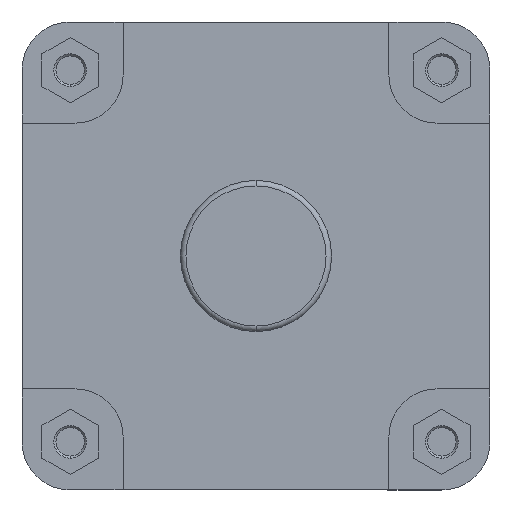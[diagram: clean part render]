
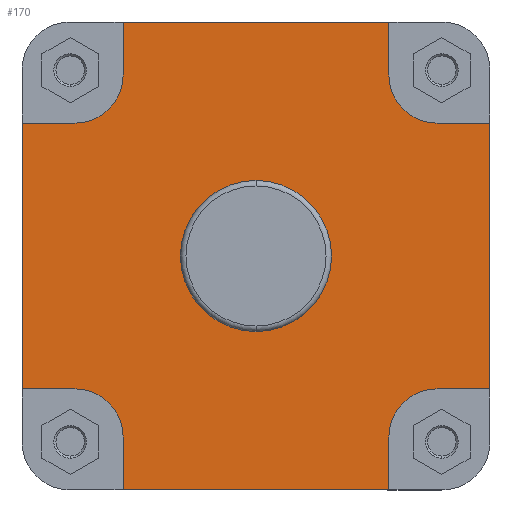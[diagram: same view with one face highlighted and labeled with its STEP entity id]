
A CAD part, left-side view. The second image highlights one B-rep face of the part: STEP entity #170.
In plain terms, the highlighted planar face has unit normal (-1, 0, 0).
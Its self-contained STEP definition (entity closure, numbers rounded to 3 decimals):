
#72 = ORIENTED_EDGE ( 'NONE', *, *, #5953, .F. ) ;
#73 = ORIENTED_EDGE ( 'NONE', *, *, #5952, .F. ) ;
#74 = ORIENTED_EDGE ( 'NONE', *, *, #5954, .F. ) ;
#75 = ORIENTED_EDGE ( 'NONE', *, *, #5951, .F. ) ;
#88 = EDGE_CURVE ( 'NONE', #4005, #4365, #5478, .T. ) ;
#170 = ADVANCED_FACE ( 'NONE', ( #5660, #5653 ), #490, .F. ) ;
#479 = CARTESIAN_POINT ( 'NONE',  ( 82., 54.9, 0. ) ) ;
#490 = PLANE ( 'NONE',  #6164 ) ;
#491 = DIRECTION ( 'NONE',  ( 1., 0., 0. ) ) ;
#492 = DIRECTION ( 'NONE',  ( 0., 0., -1. ) ) ;
#1143 = CARTESIAN_POINT ( 'NONE',  ( 82., 0., 54.9 ) ) ;
#1146 = CARTESIAN_POINT ( 'NONE',  ( 82., -96.5, -170. ) ) ;
#1155 = CARTESIAN_POINT ( 'NONE',  ( 82., 96.5, -131.5 ) ) ;
#1172 = CARTESIAN_POINT ( 'NONE',  ( 82., -96.5, -131.5 ) ) ;
#1194 = CARTESIAN_POINT ( 'NONE',  ( 82., -96.5, 170. ) ) ;
#1210 = CARTESIAN_POINT ( 'NONE',  ( 82., 96.5, 170. ) ) ;
#1224 = CARTESIAN_POINT ( 'NONE',  ( 82., -131.5, -96.5 ) ) ;
#1299 = CARTESIAN_POINT ( 'NONE',  ( 82., 96.5, -170. ) ) ;
#1317 = CARTESIAN_POINT ( 'NONE',  ( 82., 131.5, 96.5 ) ) ;
#1330 = CARTESIAN_POINT ( 'NONE',  ( 82., 170., -96.5 ) ) ;
#1335 = CARTESIAN_POINT ( 'NONE',  ( 82., 170., 96.5 ) ) ;
#1337 = CARTESIAN_POINT ( 'NONE',  ( 82., 96.5, 131.5 ) ) ;
#1380 = CARTESIAN_POINT ( 'NONE',  ( 82., 0., -54.9 ) ) ;
#1413 = CARTESIAN_POINT ( 'NONE',  ( 82., -96.5, 131.5 ) ) ;
#1414 = CARTESIAN_POINT ( 'NONE',  ( 82., 131.5, -96.5 ) ) ;
#1441 = CARTESIAN_POINT ( 'NONE',  ( 82., -170., -96.5 ) ) ;
#1450 = CARTESIAN_POINT ( 'NONE',  ( 82., -131.5, 96.5 ) ) ;
#1454 = CARTESIAN_POINT ( 'NONE',  ( 82., -170., 96.5 ) ) ;
#1607 = CARTESIAN_POINT ( 'NONE',  ( 82., 0., 0. ) ) ;
#1613 = DIRECTION ( 'NONE',  ( -1., 0., 0. ) ) ;
#1614 = DIRECTION ( 'NONE',  ( 0., 0., 1. ) ) ;
#1650 = CARTESIAN_POINT ( 'NONE',  ( 82., -131.5, -131.5 ) ) ;
#1654 = CARTESIAN_POINT ( 'NONE',  ( 82., -170., -96.5 ) ) ;
#1657 = DIRECTION ( 'NONE',  ( -1., 0., 0. ) ) ;
#1658 = DIRECTION ( 'NONE',  ( 0., 0., -1. ) ) ;
#1659 = CARTESIAN_POINT ( 'NONE',  ( 82., -374.141, -170. ) ) ;
#1660 = DIRECTION ( 'NONE',  ( 0., 1., 0. ) ) ;
#1661 = CARTESIAN_POINT ( 'NONE',  ( 82., -96.5, -131.5 ) ) ;
#1662 = DIRECTION ( 'NONE',  ( 0., -1., 0. ) ) ;
#1663 = CARTESIAN_POINT ( 'NONE',  ( 82., -170., 0. ) ) ;
#1664 = DIRECTION ( 'NONE',  ( 0., 0., -1. ) ) ;
#1666 = DIRECTION ( 'NONE',  ( 0., 0., 1. ) ) ;
#1667 = CARTESIAN_POINT ( 'NONE',  ( 82., -96.5, 170. ) ) ;
#1668 = CARTESIAN_POINT ( 'NONE',  ( 82., -131.5, 96.5 ) ) ;
#1669 = DIRECTION ( 'NONE',  ( 0., -1., 0. ) ) ;
#1670 = CARTESIAN_POINT ( 'NONE',  ( 82., -131.5, 131.5 ) ) ;
#1671 = DIRECTION ( 'NONE',  ( -1., 0., 0. ) ) ;
#1672 = DIRECTION ( 'NONE',  ( 0., 0., -1. ) ) ;
#1904 = CIRCLE ( 'NONE', #6358, 54.9 ) ;
#1915 = LINE ( 'NONE', #1661, #1929 ) ;
#1922 = LINE ( 'NONE', #1659, #1928 ) ;
#1923 = VECTOR ( 'NONE', #1660, 1000. ) ;
#1924 = LINE ( 'NONE', #1663, #1931 ) ;
#1926 = LINE ( 'NONE', #1654, #1923 ) ;
#1927 = CIRCLE ( 'NONE', #6375, 35. ) ;
#1928 = VECTOR ( 'NONE', #1662, 1000. ) ;
#1929 = VECTOR ( 'NONE', #1664, 1000. ) ;
#1931 = VECTOR ( 'NONE', #1666, 1000. ) ;
#1932 = VECTOR ( 'NONE', #2708, 1000. ) ;
#1933 = LINE ( 'NONE', #1668, #1934 ) ;
#1934 = VECTOR ( 'NONE', #1669, 1000. ) ;
#1935 = LINE ( 'NONE', #3945, #1938 ) ;
#1936 = LINE ( 'NONE', #1667, #1932 ) ;
#1937 = CIRCLE ( 'NONE', #6377, 35. ) ;
#1938 = VECTOR ( 'NONE', #2709, 1000. ) ;
#1939 = VECTOR ( 'NONE', #2717, 1000. ) ;
#1940 = LINE ( 'NONE', #2711, #1941 ) ;
#1941 = VECTOR ( 'NONE', #2712, 1000. ) ;
#1942 = LINE ( 'NONE', #2716, #1945 ) ;
#1943 = LINE ( 'NONE', #2710, #1939 ) ;
#1944 = CIRCLE ( 'NONE', #6379, 35. ) ;
#1945 = VECTOR ( 'NONE', #2718, 1000. ) ;
#1946 = VECTOR ( 'NONE', #2727, 1000. ) ;
#1947 = LINE ( 'NONE', #2720, #1948 ) ;
#1948 = VECTOR ( 'NONE', #2721, 1000. ) ;
#1951 = LINE ( 'NONE', #2719, #1946 ) ;
#1952 = CIRCLE ( 'NONE', #6380, 35. ) ;
#2708 = DIRECTION ( 'NONE',  ( 0., 0., -1. ) ) ;
#2709 = DIRECTION ( 'NONE',  ( 0., -1., 0. ) ) ;
#2710 = CARTESIAN_POINT ( 'NONE',  ( 82., 170., 96.5 ) ) ;
#2711 = CARTESIAN_POINT ( 'NONE',  ( 82., 96.5, 131.5 ) ) ;
#2712 = DIRECTION ( 'NONE',  ( 0., 0., 1. ) ) ;
#2713 = CARTESIAN_POINT ( 'NONE',  ( 82., 131.5, 131.5 ) ) ;
#2714 = DIRECTION ( 'NONE',  ( -1., 0., 0. ) ) ;
#2715 = DIRECTION ( 'NONE',  ( 0., 0., -1. ) ) ;
#2716 = CARTESIAN_POINT ( 'NONE',  ( 82., 170., 0. ) ) ;
#2717 = DIRECTION ( 'NONE',  ( 0., -1., 0. ) ) ;
#2718 = DIRECTION ( 'NONE',  ( 0., 0., 1. ) ) ;
#2719 = CARTESIAN_POINT ( 'NONE',  ( 82., 96.5, -170. ) ) ;
#2720 = CARTESIAN_POINT ( 'NONE',  ( 82., 131.5, -96.5 ) ) ;
#2721 = DIRECTION ( 'NONE',  ( 0., 1., 0. ) ) ;
#2722 = CARTESIAN_POINT ( 'NONE',  ( 82., 131.5, -131.5 ) ) ;
#2723 = DIRECTION ( 'NONE',  ( -1., 0., 0. ) ) ;
#2724 = DIRECTION ( 'NONE',  ( 0., 0., -1. ) ) ;
#2727 = DIRECTION ( 'NONE',  ( 0., 0., 1. ) ) ;
#3931 = ORIENTED_EDGE ( 'NONE', *, *, #5958, .F. ) ;
#3932 = ORIENTED_EDGE ( 'NONE', *, *, #5956, .F. ) ;
#3933 = ORIENTED_EDGE ( 'NONE', *, *, #5957, .F. ) ;
#3934 = ORIENTED_EDGE ( 'NONE', *, *, #5955, .F. ) ;
#3945 = CARTESIAN_POINT ( 'NONE',  ( 82., -374.141, 170. ) ) ;
#4005 = VERTEX_POINT ( 'NONE', #1143 ) ;
#4009 = VERTEX_POINT ( 'NONE', #1146 ) ;
#4020 = VERTEX_POINT ( 'NONE', #1155 ) ;
#4040 = VERTEX_POINT ( 'NONE', #1172 ) ;
#4067 = VERTEX_POINT ( 'NONE', #1194 ) ;
#4085 = VERTEX_POINT ( 'NONE', #1210 ) ;
#4103 = VERTEX_POINT ( 'NONE', #1224 ) ;
#4158 = DIRECTION ( 'NONE',  ( 0., 0., 1. ) ) ;
#4203 = VERTEX_POINT ( 'NONE', #1299 ) ;
#4238 = VERTEX_POINT ( 'NONE', #1317 ) ;
#4258 = VERTEX_POINT ( 'NONE', #1330 ) ;
#4265 = VERTEX_POINT ( 'NONE', #1335 ) ;
#4271 = VERTEX_POINT ( 'NONE', #1337 ) ;
#4335 = DIRECTION ( 'NONE',  ( -1., 0., 0. ) ) ;
#4365 = VERTEX_POINT ( 'NONE', #1380 ) ;
#4369 = CARTESIAN_POINT ( 'NONE',  ( 82., 0., 0. ) ) ;
#4400 = VERTEX_POINT ( 'NONE', #1413 ) ;
#4401 = VERTEX_POINT ( 'NONE', #1414 ) ;
#4452 = VERTEX_POINT ( 'NONE', #1441 ) ;
#4466 = VERTEX_POINT ( 'NONE', #1450 ) ;
#4470 = VERTEX_POINT ( 'NONE', #1454 ) ;
#4495 = ORIENTED_EDGE ( 'NONE', *, *, #5944, .F. ) ;
#4496 = ORIENTED_EDGE ( 'NONE', *, *, #5947, .F. ) ;
#4497 = ORIENTED_EDGE ( 'NONE', *, *, #5948, .T. ) ;
#4498 = ORIENTED_EDGE ( 'NONE', *, *, #5945, .F. ) ;
#4499 = ORIENTED_EDGE ( 'NONE', *, *, #5950, .F. ) ;
#4500 = ORIENTED_EDGE ( 'NONE', *, *, #5949, .F. ) ;
#4558 = ORIENTED_EDGE ( 'NONE', *, *, #88, .F. ) ;
#4559 = ORIENTED_EDGE ( 'NONE', *, *, #5946, .T. ) ;
#4566 = ORIENTED_EDGE ( 'NONE', *, *, #5928, .F. ) ;
#5161 = EDGE_LOOP ( 'NONE', ( #4558, #4566 ) ) ;
#5313 = EDGE_LOOP ( 'NONE', ( #4559, #4496, #4495, #4498, #4497, #4500, #4499, #75, #73, #72, #74, #3934, #3932, #3933, #3931, #6654 ) ) ;
#5478 = CIRCLE ( 'NONE', #6063, 54.9 ) ;
#5653 = FACE_OUTER_BOUND ( 'NONE', #5313, .T. ) ;
#5660 = FACE_BOUND ( 'NONE', #5161, .T. ) ;
#5928 = EDGE_CURVE ( 'NONE', #4365, #4005, #1904, .T. ) ;
#5944 = EDGE_CURVE ( 'NONE', #4103, #4040, #1927, .T. ) ;
#5945 = EDGE_CURVE ( 'NONE', #4452, #4103, #1926, .T. ) ;
#5946 = EDGE_CURVE ( 'NONE', #4203, #4009, #1922, .T. ) ;
#5947 = EDGE_CURVE ( 'NONE', #4040, #4009, #1915, .T. ) ;
#5948 = EDGE_CURVE ( 'NONE', #4452, #4470, #1924, .T. ) ;
#5949 = EDGE_CURVE ( 'NONE', #4466, #4470, #1933, .T. ) ;
#5950 = EDGE_CURVE ( 'NONE', #4400, #4466, #1937, .T. ) ;
#5951 = EDGE_CURVE ( 'NONE', #4067, #4400, #1936, .T. ) ;
#5952 = EDGE_CURVE ( 'NONE', #4085, #4067, #1935, .T. ) ;
#5953 = EDGE_CURVE ( 'NONE', #4271, #4085, #1940, .T. ) ;
#5954 = EDGE_CURVE ( 'NONE', #4238, #4271, #1944, .T. ) ;
#5955 = EDGE_CURVE ( 'NONE', #4265, #4238, #1943, .T. ) ;
#5956 = EDGE_CURVE ( 'NONE', #4258, #4265, #1942, .T. ) ;
#5957 = EDGE_CURVE ( 'NONE', #4401, #4258, #1947, .T. ) ;
#5958 = EDGE_CURVE ( 'NONE', #4020, #4401, #1952, .T. ) ;
#5959 = EDGE_CURVE ( 'NONE', #4203, #4020, #1951, .T. ) ;
#6063 = AXIS2_PLACEMENT_3D ( 'NONE', #4369, #4335, #4158 ) ;
#6164 = AXIS2_PLACEMENT_3D ( 'NONE', #479, #491, #492 ) ;
#6358 = AXIS2_PLACEMENT_3D ( 'NONE', #1607, #1613, #1614 ) ;
#6375 = AXIS2_PLACEMENT_3D ( 'NONE', #1650, #1657, #1658 ) ;
#6377 = AXIS2_PLACEMENT_3D ( 'NONE', #1670, #1671, #1672 ) ;
#6379 = AXIS2_PLACEMENT_3D ( 'NONE', #2713, #2714, #2715 ) ;
#6380 = AXIS2_PLACEMENT_3D ( 'NONE', #2722, #2723, #2724 ) ;
#6654 = ORIENTED_EDGE ( 'NONE', *, *, #5959, .F. ) ;
